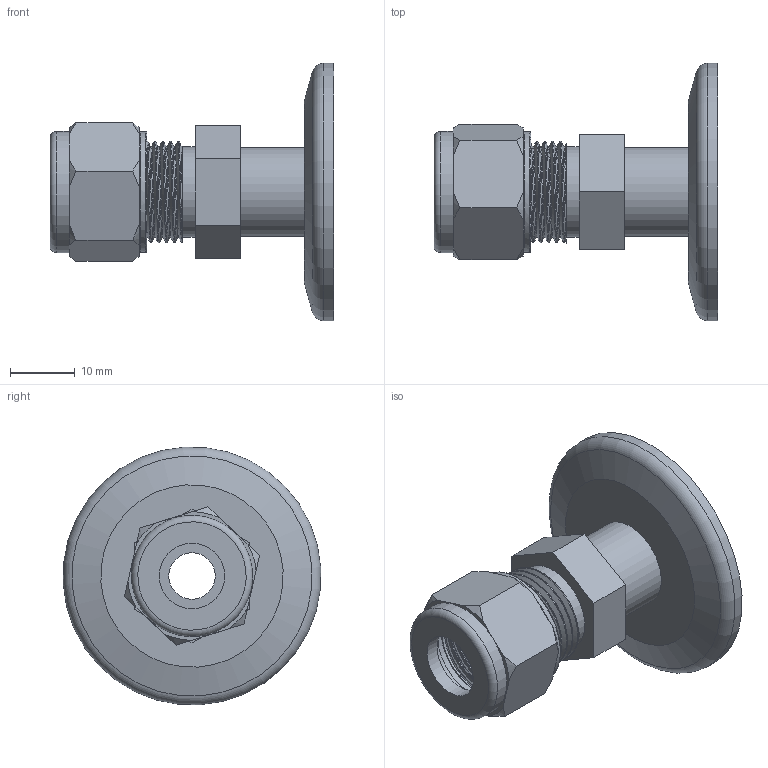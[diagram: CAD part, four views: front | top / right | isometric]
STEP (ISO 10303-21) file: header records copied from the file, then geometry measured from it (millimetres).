
FILE_DESCRIPTION (( 'STEP AP214' ), '1' );
FILE_NAME ('1KF25DB10FULLVAC.STEP', '2025-06-26T15:17:00', ( '' ), ( '' ), 'SwSTEP 2.0', 'SolidWorks 2017', '' );
FILE_SCHEMA (( 'AUTOMOTIVE_DESIGN' ));
Length unit declared in the file: millimetre
Products named in the file (1): 1KF25DB10FULLVAC
Bounding box: 44 x 39.91 x 39.91 mm (x, y, z)
Surface area: 8047.1 mm2 (no closed solid volume)
Topology: 0 solids, 4 shells, 89 faces, 228 edges, 148 vertices
Faces by surface type: plane 32, bspline 17, cone 16, cylinder 14, torus 10
Full cylindrical faces by diameter (mm): 7.2 x1, 10.15 x1, 11 x1, 13.5 x1, 13.7 x2, 14 x1, 15 x1, 18.7 x1, 18.8 x1, 19.5 x1, 26.2 x1, 40 x1
Entity records: 8870 total; most frequent: CARTESIAN_POINT 6032, ORIENTED_EDGE 371, DIRECTION 345, EDGE_CURVE 201, AXIS2_PLACEMENT_3D 143, VERTEX_POINT 142, EDGE_LOOP 120, FACE_OUTER_BOUND 105
